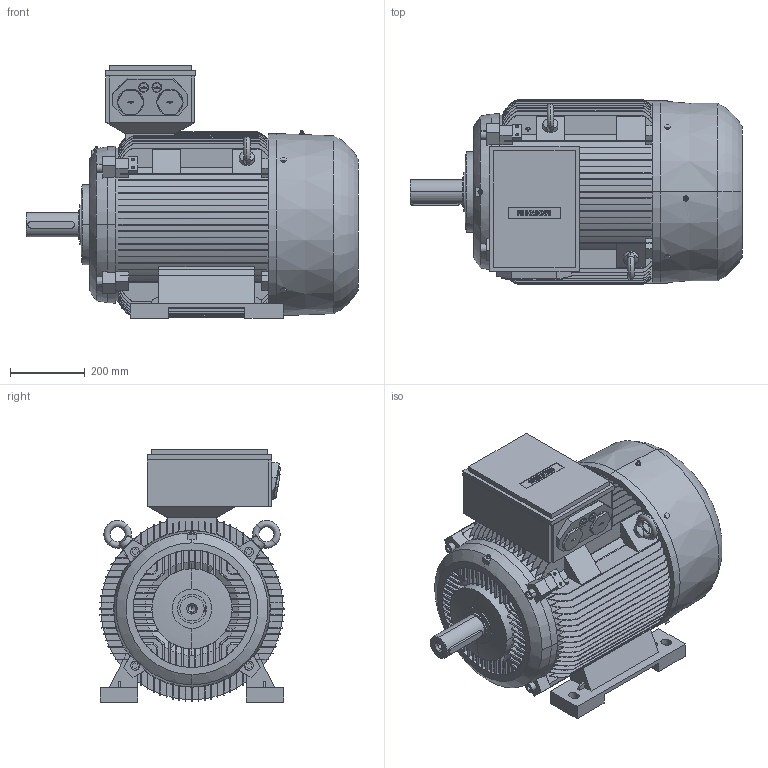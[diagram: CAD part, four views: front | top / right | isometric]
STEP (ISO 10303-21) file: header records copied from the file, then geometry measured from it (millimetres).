
FILE_DESCRIPTION(('STEP AP214'),'1');
FILE_NAME('cctmp_B9CE3B5E-CB1C-48F7-B04A-793DCB6DDC33_2023_06_27_10_47_51_0500..stp','2023-06-27T08:47:52',('SIEMENS A&D'),('CADClick - www.CADClick.com'),'Spatial InterOp 3D',' ','unknown authorization');
FILE_SCHEMA(('AUTOMOTIVE_DESIGN'));
Length unit declared in the file: millimetre
Products named in the file (1): 1
Bounding box: 887 x 496 x 675 mm (x, y, z)
Volume: 126155683 mm3; surface area: 4303497.4 mm2
Topology: 1 solids, 1 shells, 1450 faces, 4109 edges, 2706 vertices
Faces by surface type: plane 888, cylinder 320, torus 208, cone 34
Entity records: 74066 total; most frequent: CARTESIAN_POINT 25776, ORIENTED_EDGE 8182, DIRECTION 6972, EDGE_CURVE 4091, VERTEX_POINT 2706, LINE 2418, VECTOR 2418, AXIS2_PLACEMENT_3D 2277
